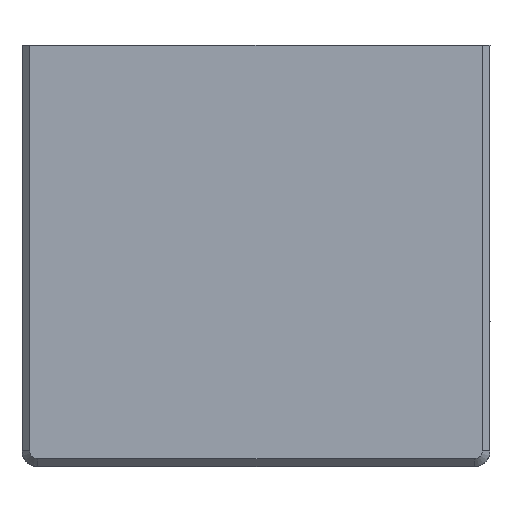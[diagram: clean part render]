
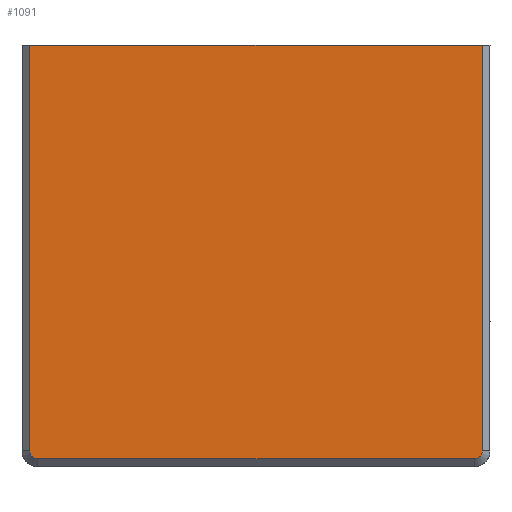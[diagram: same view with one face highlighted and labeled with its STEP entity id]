
A CAD part, left-side view. The second image highlights one B-rep face of the part: STEP entity #1091.
In plain terms, the highlighted planar face has unit normal (-1, 0, 0).
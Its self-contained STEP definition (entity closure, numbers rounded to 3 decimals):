
#168 = VERTEX_POINT('',#169);
#169 = CARTESIAN_POINT('',(-11.,14.5,0.));
#177 = VERTEX_POINT('',#178);
#178 = CARTESIAN_POINT('',(-11.,14.5,-26.));
#184 = EDGE_CURVE('',#168,#177,#185,.T.);
#185 = LINE('',#186,#187);
#186 = CARTESIAN_POINT('',(-11.,14.5,0.));
#187 = VECTOR('',#188,1.);
#188 = DIRECTION('',(0.,0.,-1.));
#229 = EDGE_CURVE('',#168,#230,#232,.T.);
#230 = VERTEX_POINT('',#231);
#231 = CARTESIAN_POINT('',(-11.,-14.5,0.));
#232 = LINE('',#233,#234);
#233 = CARTESIAN_POINT('',(-11.,15.,0.));
#234 = VECTOR('',#235,1.);
#235 = DIRECTION('',(0.,-1.,0.));
#946 = VERTEX_POINT('',#947);
#947 = CARTESIAN_POINT('',(-11.,14.,-26.5));
#953 = EDGE_CURVE('',#177,#946,#954,.T.);
#954 = CIRCLE('',#955,0.5);
#955 = AXIS2_PLACEMENT_3D('',#956,#957,#958);
#956 = CARTESIAN_POINT('',(-11.,14.,-26.));
#957 = DIRECTION('',(-1.,0.,0.));
#958 = DIRECTION('',(0.,1.,0.));
#1091 = ADVANCED_FACE('',(#1092),#1120,.T.);
#1092 = FACE_BOUND('',#1093,.T.);
#1093 = EDGE_LOOP('',(#1094,#1095,#1096,#1097,#1105,#1114));
#1094 = ORIENTED_EDGE('',*,*,#229,.F.);
#1095 = ORIENTED_EDGE('',*,*,#184,.T.);
#1096 = ORIENTED_EDGE('',*,*,#953,.T.);
#1097 = ORIENTED_EDGE('',*,*,#1098,.T.);
#1098 = EDGE_CURVE('',#946,#1099,#1101,.T.);
#1099 = VERTEX_POINT('',#1100);
#1100 = CARTESIAN_POINT('',(-11.,-14.,-26.5));
#1101 = LINE('',#1102,#1103);
#1102 = CARTESIAN_POINT('',(-11.,14.,-26.5));
#1103 = VECTOR('',#1104,1.);
#1104 = DIRECTION('',(0.,-1.,0.));
#1105 = ORIENTED_EDGE('',*,*,#1106,.T.);
#1106 = EDGE_CURVE('',#1099,#1107,#1109,.T.);
#1107 = VERTEX_POINT('',#1108);
#1108 = CARTESIAN_POINT('',(-11.,-14.5,-26.));
#1109 = CIRCLE('',#1110,0.5);
#1110 = AXIS2_PLACEMENT_3D('',#1111,#1112,#1113);
#1111 = CARTESIAN_POINT('',(-11.,-14.,-26.));
#1112 = DIRECTION('',(-1.,0.,-0.));
#1113 = DIRECTION('',(0.,0.,-1.));
#1114 = ORIENTED_EDGE('',*,*,#1115,.T.);
#1115 = EDGE_CURVE('',#1107,#230,#1116,.T.);
#1116 = LINE('',#1117,#1118);
#1117 = CARTESIAN_POINT('',(-11.,-14.5,-26.));
#1118 = VECTOR('',#1119,1.);
#1119 = DIRECTION('',(0.,0.,1.));
#1120 = PLANE('',#1121);
#1121 = AXIS2_PLACEMENT_3D('',#1122,#1123,#1124);
#1122 = CARTESIAN_POINT('',(-11.,15.,-27.));
#1123 = DIRECTION('',(-1.,0.,0.));
#1124 = DIRECTION('',(0.,0.,1.));
